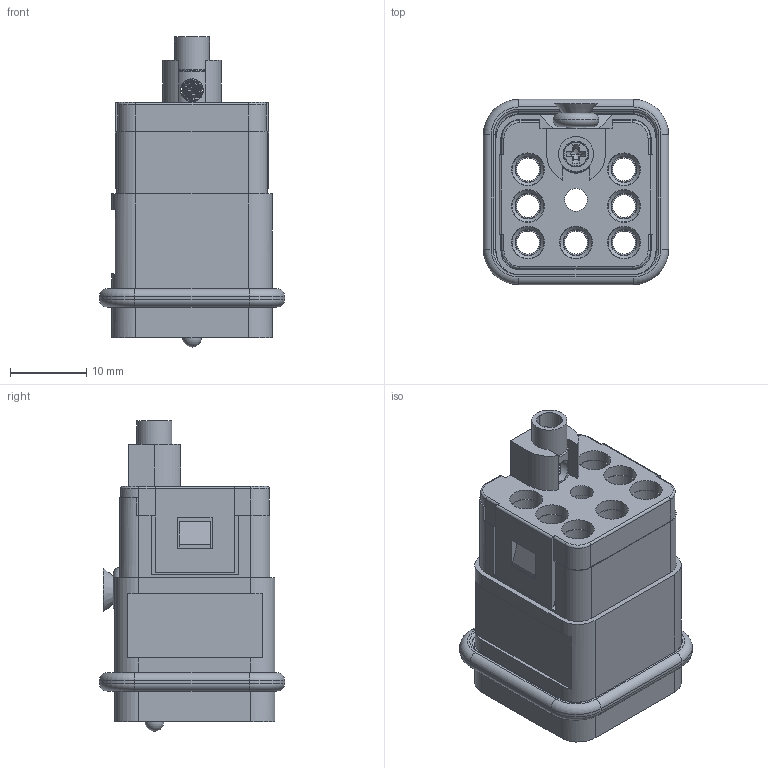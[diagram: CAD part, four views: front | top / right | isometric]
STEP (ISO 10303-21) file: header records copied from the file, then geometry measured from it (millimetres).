
FILE_DESCRIPTION(/* description */ (''),/* implementation_level */ '2;1');
FILE_NAME(/* name */ 'HQ-007&0-MC.stp',/* time_stamp */ '2023-04-06T17:09:49+08:00',/* author */ (''),/* organization */ (''),/* preprocessor_version */ 'ST-DEVELOPER v16',/* originating_system */ 'SIEMENS PLM Software NX 10.0',/* authorisation */ '');
FILE_SCHEMA (('AUTOMOTIVE_DESIGN { 1 0 10303 214 3 1 1 1 }'));
Length unit declared in the file: millimetre
Products named in the file (1): Admi25B08741o6rc
Bounding box: 24.3 x 24.3 x 40.7 mm (x, y, z)
Volume: 7324.5 mm3; surface area: 9235.6 mm2
Topology: 1 solids, 8 shells, 549 faces, 1441 edges, 922 vertices
Faces by surface type: plane 234, cylinder 212, torus 67, cone 17, bspline 17, sphere 2
Full cylindrical faces by diameter (mm): 1.4 x2, 1.6 x2, 1.7 x2, 2 x2, 2.2 x2, 2.5 x1, 2.6 x3, 3 x10, 3.1 x7, 3.2 x1, 3.3 x7, 3.4 x7, 4 x8, 4.2 x7, 4.3 x7, 4.4 x1, 4.6 x1, 4.7 x1, 5.3 x1, 5.7 x1
Entity records: 20394 total; most frequent: CARTESIAN_POINT 7195, DIRECTION 2771, ORIENTED_EDGE 2616, EDGE_CURVE 1308, AXIS2_PLACEMENT_3D 1084, VERTEX_POINT 891, EDGE_LOOP 737, LINE 603
